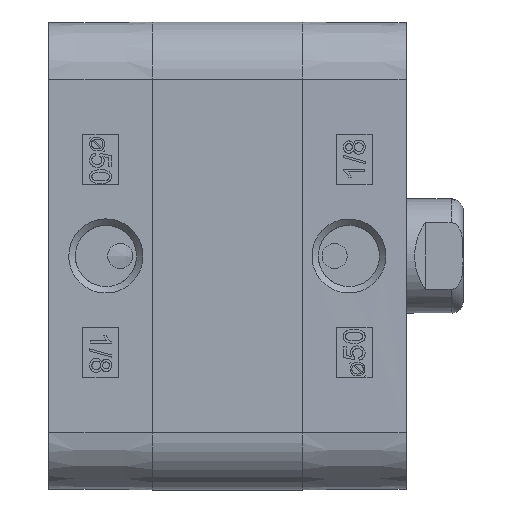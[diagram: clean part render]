
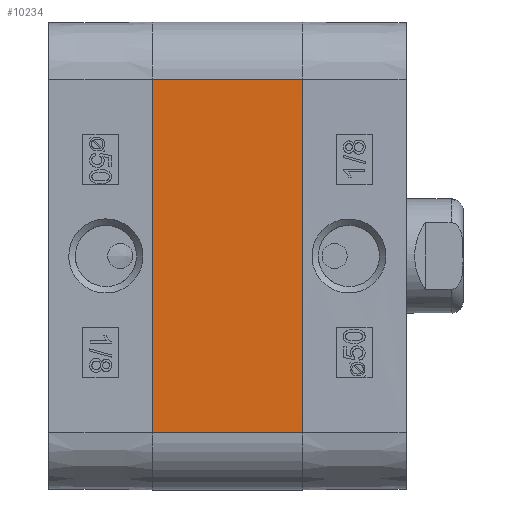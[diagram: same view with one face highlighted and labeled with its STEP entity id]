
A CAD part, left-side view. The second image highlights one B-rep face of the part: STEP entity #10234.
In plain terms, the highlighted planar face has unit normal (-1, 0, 0).
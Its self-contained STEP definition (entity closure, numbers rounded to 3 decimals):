
#5220=CARTESIAN_POINT('',(-32.75,-21.0,24.75));
#5221=VERTEX_POINT('',#5220);
#5228=CARTESIAN_POINT('',(-32.75,-21.0,-24.75));
#5229=VERTEX_POINT('',#5228);
#5230=CARTESIAN_POINT('',(-32.75,-21.0,-24.75));
#5231=DIRECTION('',(0.0,0.0,1.0));
#5232=VECTOR('',#5231,49.5);
#5233=LINE('',#5230,#5232);
#5234=EDGE_CURVE('',#5229,#5221,#5233,.T.);
#10192=CARTESIAN_POINT('',(-32.75,0.0,-24.75));
#10193=VERTEX_POINT('',#10192);
#10194=CARTESIAN_POINT('',(-32.75,0.0,-24.75));
#10195=DIRECTION('',(0.0,-1.0,0.0));
#10196=VECTOR('',#10195,21.0);
#10197=LINE('',#10194,#10196);
#10198=EDGE_CURVE('',#10193,#5229,#10197,.T.);
#10211=CARTESIAN_POINT('',(-32.75,0.0,-24.75));
#10212=DIRECTION('',(-1.0,0.0,0.0));
#10213=DIRECTION('',(0.0,0.0,1.0));
#10214=AXIS2_PLACEMENT_3D('',#10211,#10212,#10213);
#10215=PLANE('',#10214);
#10216=ORIENTED_EDGE('',*,*,#5234,.T.);
#10217=CARTESIAN_POINT('',(-32.75,0.0,24.75));
#10218=VERTEX_POINT('',#10217);
#10219=CARTESIAN_POINT('',(-32.75,0.0,24.75));
#10220=DIRECTION('',(0.0,-1.0,0.0));
#10221=VECTOR('',#10220,21.0);
#10222=LINE('',#10219,#10221);
#10223=EDGE_CURVE('',#10218,#5221,#10222,.T.);
#10224=ORIENTED_EDGE('',*,*,#10223,.F.);
#10225=CARTESIAN_POINT('',(-32.75,0.0,-24.75));
#10226=DIRECTION('',(0.0,0.0,1.0));
#10227=VECTOR('',#10226,49.5);
#10228=LINE('',#10225,#10227);
#10229=EDGE_CURVE('',#10193,#10218,#10228,.T.);
#10230=ORIENTED_EDGE('',*,*,#10229,.F.);
#10231=ORIENTED_EDGE('',*,*,#10198,.T.);
#10232=EDGE_LOOP('',(#10216,#10224,#10230,#10231));
#10233=FACE_OUTER_BOUND('',#10232,.T.);
#10234=ADVANCED_FACE('',(#10233),#10215,.T.);
